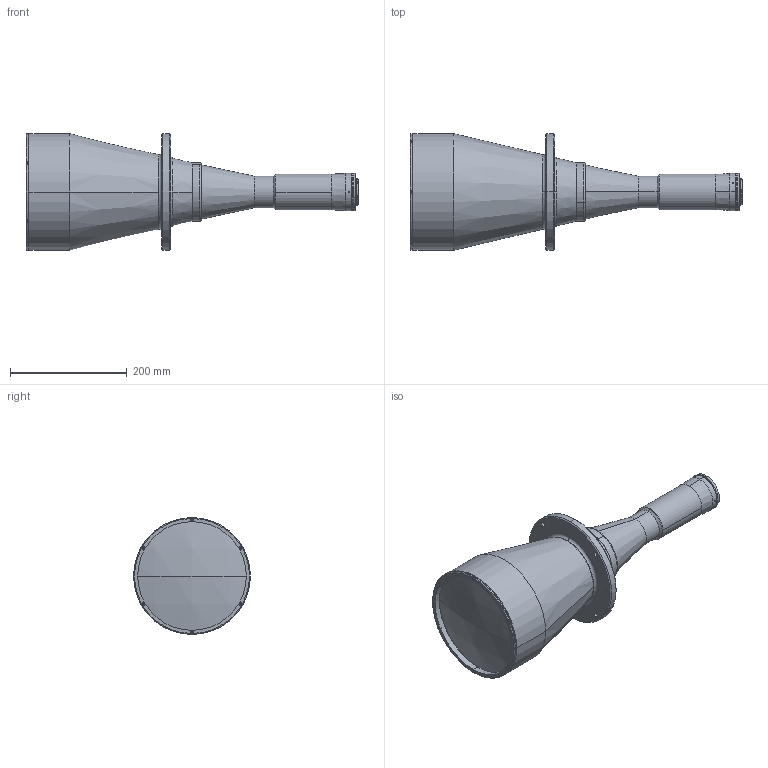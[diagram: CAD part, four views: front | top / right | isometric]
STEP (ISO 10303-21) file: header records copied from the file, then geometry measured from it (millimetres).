
FILE_DESCRIPTION (( 'STEP AP203' ), '1' );
FILE_NAME ('TC12MHR144.step', '2018-09-28T08:07:28', ( '' ), ( '' ), 'SwSTEP 2.0', 'SolidWorks 2017', '' );
FILE_SCHEMA (( 'CONFIG_CONTROL_DESIGN' ));
Length unit declared in the file: millimetre
Products named in the file (1): TC12MHR144
Bounding box: 568.52 x 200 x 200 mm (x, y, z)
Surface area: 312470.3 mm2 (no closed solid volume)
Topology: 0 solids, 24 shells, 191 faces, 598 edges, 424 vertices
Faces by surface type: cylinder 83, plane 63, cone 27, torus 16, sphere 2
Entity records: 7177 total; most frequent: CARTESIAN_POINT 1628, DIRECTION 1243, ORIENTED_EDGE 958, EDGE_CURVE 598, AXIS2_PLACEMENT_3D 487, VERTEX_POINT 424, CIRCLE 295, VECTOR 269
